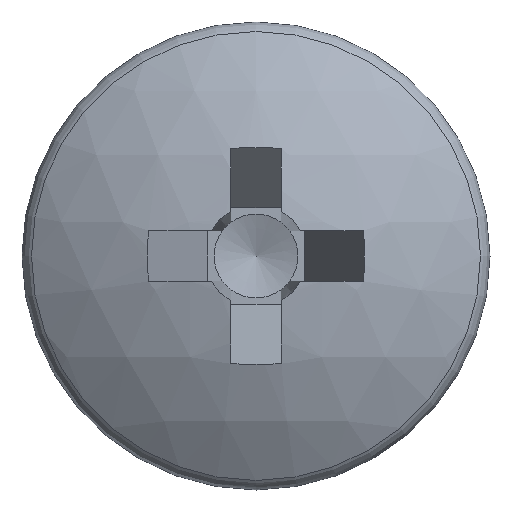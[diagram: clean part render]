
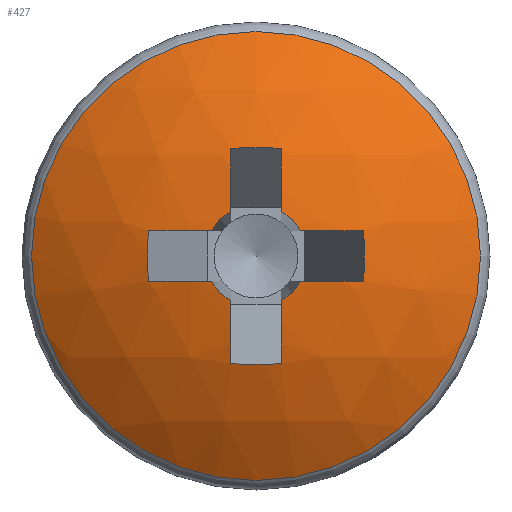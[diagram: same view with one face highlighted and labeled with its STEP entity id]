
A CAD part, left-side view. The second image highlights one B-rep face of the part: STEP entity #427.
In plain terms, the highlighted spherical face has radius 8 mm.
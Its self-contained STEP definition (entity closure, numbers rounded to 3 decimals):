
#41=FACE_BOUND('',#82,.T.);
#43=SPHERICAL_SURFACE('',#492,8.);
#53=FACE_OUTER_BOUND('',#81,.T.);
#81=EDGE_LOOP('',(#316));
#82=EDGE_LOOP('',(#317,#318,#319,#320,#321,#322,#323,#324,#325,#326,#327,
#328,#329,#330,#331,#332));
#118=CIRCLE('',#485,4.556);
#123=CIRCLE('',#493,7.864);
#124=CIRCLE('',#494,7.983);
#125=CIRCLE('',#495,1.038);
#126=CIRCLE('',#496,7.983);
#127=CIRCLE('',#497,7.864);
#128=CIRCLE('',#498,7.983);
#129=CIRCLE('',#499,1.038);
#130=CIRCLE('',#500,7.983);
#131=CIRCLE('',#501,7.864);
#132=CIRCLE('',#502,7.983);
#133=CIRCLE('',#503,1.038);
#134=CIRCLE('',#504,7.983);
#135=CIRCLE('',#505,7.864);
#136=CIRCLE('',#506,7.983);
#137=CIRCLE('',#507,1.038);
#138=CIRCLE('',#508,7.983);
#197=VERTEX_POINT('',#707);
#201=VERTEX_POINT('',#721);
#202=VERTEX_POINT('',#722);
#203=VERTEX_POINT('',#724);
#204=VERTEX_POINT('',#726);
#205=VERTEX_POINT('',#728);
#206=VERTEX_POINT('',#730);
#207=VERTEX_POINT('',#732);
#208=VERTEX_POINT('',#734);
#209=VERTEX_POINT('',#736);
#210=VERTEX_POINT('',#738);
#211=VERTEX_POINT('',#740);
#212=VERTEX_POINT('',#742);
#213=VERTEX_POINT('',#744);
#214=VERTEX_POINT('',#746);
#215=VERTEX_POINT('',#748);
#216=VERTEX_POINT('',#750);
#238=EDGE_CURVE('',#197,#197,#118,.T.);
#245=EDGE_CURVE('',#201,#202,#123,.T.);
#246=EDGE_CURVE('',#203,#202,#124,.T.);
#247=EDGE_CURVE('',#204,#203,#125,.T.);
#248=EDGE_CURVE('',#205,#204,#126,.T.);
#249=EDGE_CURVE('',#205,#206,#127,.T.);
#250=EDGE_CURVE('',#207,#206,#128,.T.);
#251=EDGE_CURVE('',#208,#207,#129,.T.);
#252=EDGE_CURVE('',#209,#208,#130,.T.);
#253=EDGE_CURVE('',#209,#210,#131,.T.);
#254=EDGE_CURVE('',#211,#210,#132,.T.);
#255=EDGE_CURVE('',#212,#211,#133,.T.);
#256=EDGE_CURVE('',#213,#212,#134,.T.);
#257=EDGE_CURVE('',#213,#214,#135,.T.);
#258=EDGE_CURVE('',#215,#214,#136,.T.);
#259=EDGE_CURVE('',#216,#215,#137,.T.);
#260=EDGE_CURVE('',#201,#216,#138,.T.);
#316=ORIENTED_EDGE('',*,*,#238,.T.);
#317=ORIENTED_EDGE('',*,*,#245,.T.);
#318=ORIENTED_EDGE('',*,*,#246,.F.);
#319=ORIENTED_EDGE('',*,*,#247,.F.);
#320=ORIENTED_EDGE('',*,*,#248,.F.);
#321=ORIENTED_EDGE('',*,*,#249,.T.);
#322=ORIENTED_EDGE('',*,*,#250,.F.);
#323=ORIENTED_EDGE('',*,*,#251,.F.);
#324=ORIENTED_EDGE('',*,*,#252,.F.);
#325=ORIENTED_EDGE('',*,*,#253,.T.);
#326=ORIENTED_EDGE('',*,*,#254,.F.);
#327=ORIENTED_EDGE('',*,*,#255,.F.);
#328=ORIENTED_EDGE('',*,*,#256,.F.);
#329=ORIENTED_EDGE('',*,*,#257,.T.);
#330=ORIENTED_EDGE('',*,*,#258,.F.);
#331=ORIENTED_EDGE('',*,*,#259,.F.);
#332=ORIENTED_EDGE('',*,*,#260,.F.);
#427=ADVANCED_FACE('',(#53,#41),#43,.T.);
#485=AXIS2_PLACEMENT_3D('',#708,#564,#565);
#492=AXIS2_PLACEMENT_3D('',#720,#580,#581);
#493=AXIS2_PLACEMENT_3D('',#723,#582,#583);
#494=AXIS2_PLACEMENT_3D('',#725,#584,#585);
#495=AXIS2_PLACEMENT_3D('',#727,#586,#587);
#496=AXIS2_PLACEMENT_3D('',#729,#588,#589);
#497=AXIS2_PLACEMENT_3D('',#731,#590,#591);
#498=AXIS2_PLACEMENT_3D('',#733,#592,#593);
#499=AXIS2_PLACEMENT_3D('',#735,#594,#595);
#500=AXIS2_PLACEMENT_3D('',#737,#596,#597);
#501=AXIS2_PLACEMENT_3D('',#739,#598,#599);
#502=AXIS2_PLACEMENT_3D('',#741,#600,#601);
#503=AXIS2_PLACEMENT_3D('',#743,#602,#603);
#504=AXIS2_PLACEMENT_3D('',#745,#604,#605);
#505=AXIS2_PLACEMENT_3D('',#747,#606,#607);
#506=AXIS2_PLACEMENT_3D('',#749,#608,#609);
#507=AXIS2_PLACEMENT_3D('',#751,#610,#611);
#508=AXIS2_PLACEMENT_3D('',#752,#612,#613);
#564=DIRECTION('center_axis',(-1.,0.,0.));
#565=DIRECTION('ref_axis',(0.,0.,1.));
#580=DIRECTION('center_axis',(0.,0.,-1.));
#581=DIRECTION('ref_axis',(0.,1.,0.));
#582=DIRECTION('center_axis',(0.446,0.895,0.));
#583=DIRECTION('ref_axis',(-0.895,0.446,0.));
#584=DIRECTION('center_axis',(0.,0.,
-1.));
#585=DIRECTION('ref_axis',(0.,1.,0.));
#586=DIRECTION('center_axis',(-1.,0.,0.));
#587=DIRECTION('ref_axis',(0.,0.,-1.));
#588=DIRECTION('center_axis',(0.,-1.,0.));
#589=DIRECTION('ref_axis',(0.,0.,-1.));
#590=DIRECTION('center_axis',(0.446,0.,0.895));
#591=DIRECTION('ref_axis',(0.895,0.,-0.446));
#592=DIRECTION('center_axis',(0.,1.,0.));
#593=DIRECTION('ref_axis',(0.,0.,
1.));
#594=DIRECTION('center_axis',(-1.,0.,0.));
#595=DIRECTION('ref_axis',(0.,0.,-1.));
#596=DIRECTION('center_axis',(0.,0.,
-1.));
#597=DIRECTION('ref_axis',(0.,1.,0.));
#598=DIRECTION('center_axis',(0.446,-0.895,0.));
#599=DIRECTION('ref_axis',(0.895,0.446,0.));
#600=DIRECTION('center_axis',(0.,0.,1.));
#601=DIRECTION('ref_axis',(1.,0.,0.));
#602=DIRECTION('center_axis',(-1.,0.,0.));
#603=DIRECTION('ref_axis',(0.,0.,-1.));
#604=DIRECTION('center_axis',(0.,1.,0.));
#605=DIRECTION('ref_axis',(0.,0.,
1.));
#606=DIRECTION('center_axis',(0.446,0.,-0.895));
#607=DIRECTION('ref_axis',(-0.895,0.,-0.446));
#608=DIRECTION('center_axis',(0.,-1.,0.));
#609=DIRECTION('ref_axis',(0.,0.,-1.));
#610=DIRECTION('center_axis',(-1.,0.,0.));
#611=DIRECTION('ref_axis',(0.,0.,-1.));
#612=DIRECTION('center_axis',(0.,0.,1.));
#613=DIRECTION('ref_axis',(1.,0.,0.));
#707=CARTESIAN_POINT('',(1.424,0.,-4.556));
#708=CARTESIAN_POINT('Origin',(1.424,0.,0.));
#720=CARTESIAN_POINT('Origin',(8.,0.,0.));
#721=CARTESIAN_POINT('',(0.323,2.189,-0.515));
#722=CARTESIAN_POINT('',(0.323,2.189,0.515));
#723=CARTESIAN_POINT('Origin',(7.346,-1.312,0.));
#724=CARTESIAN_POINT('',(0.068,0.901,0.515));
#725=CARTESIAN_POINT('Origin',(8.,0.,0.515));
#726=CARTESIAN_POINT('',(0.068,0.515,0.901));
#727=CARTESIAN_POINT('Origin',(0.068,0.,
0.));
#728=CARTESIAN_POINT('',(0.323,0.515,2.189));
#729=CARTESIAN_POINT('Origin',(8.,0.515,0.));
#730=CARTESIAN_POINT('',(0.323,-0.515,2.189));
#731=CARTESIAN_POINT('Origin',(7.346,0.,-1.312));
#732=CARTESIAN_POINT('',(0.068,-0.515,0.901));
#733=CARTESIAN_POINT('Origin',(8.,-0.515,0.));
#734=CARTESIAN_POINT('',(0.068,-0.901,0.515));
#735=CARTESIAN_POINT('Origin',(0.068,0.,
0.));
#736=CARTESIAN_POINT('',(0.323,-2.189,0.515));
#737=CARTESIAN_POINT('Origin',(8.,0.,0.515));
#738=CARTESIAN_POINT('',(0.323,-2.189,-0.515));
#739=CARTESIAN_POINT('Origin',(7.346,1.312,0.));
#740=CARTESIAN_POINT('',(0.068,-0.901,-0.515));
#741=CARTESIAN_POINT('Origin',(8.,0.,-0.515));
#742=CARTESIAN_POINT('',(0.068,-0.515,-0.901));
#743=CARTESIAN_POINT('Origin',(0.068,0.,
0.));
#744=CARTESIAN_POINT('',(0.323,-0.515,-2.189));
#745=CARTESIAN_POINT('Origin',(8.,-0.515,0.));
#746=CARTESIAN_POINT('',(0.323,0.515,-2.189));
#747=CARTESIAN_POINT('Origin',(7.346,0.,1.312));
#748=CARTESIAN_POINT('',(0.068,0.515,-0.901));
#749=CARTESIAN_POINT('Origin',(8.,0.515,0.));
#750=CARTESIAN_POINT('',(0.068,0.901,-0.515));
#751=CARTESIAN_POINT('Origin',(0.068,0.,
0.));
#752=CARTESIAN_POINT('Origin',(8.,0.,-0.515));
